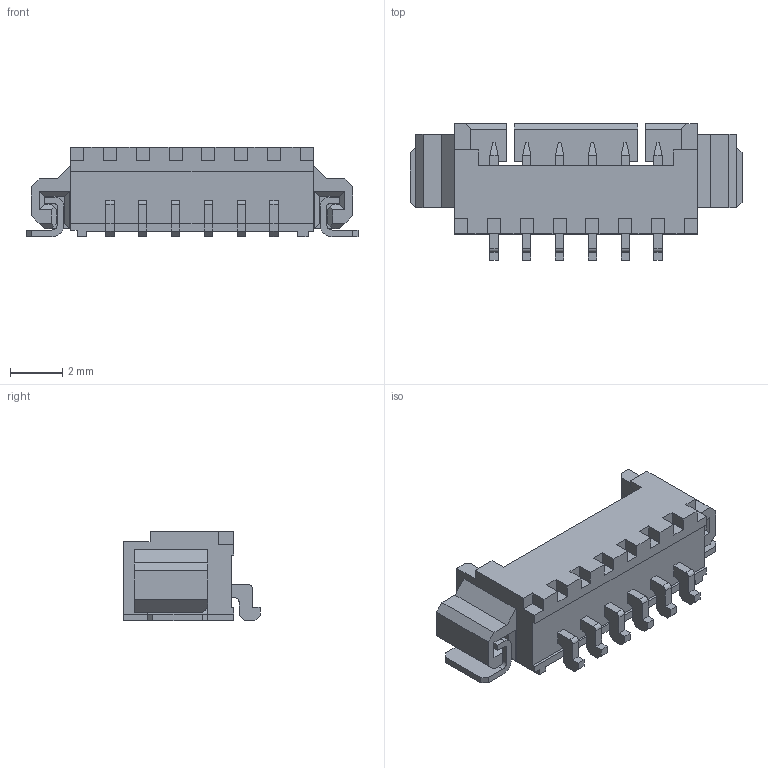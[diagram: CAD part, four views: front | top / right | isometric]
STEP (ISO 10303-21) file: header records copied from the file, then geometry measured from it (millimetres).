
FILE_DESCRIPTION((''),'2;1');
FILE_NAME('532610671','2014-11-12T',('me'),(''),'PRO/ENGINEER BY PARAMETRIC TECHNOLOGY CORPORATION, 2011490','PRO/ENGINEER BY PARAMETRIC TECHNOLOGY CORPORATION, 2011490','');
FILE_SCHEMA(('CONFIG_CONTROL_DESIGN'));
Length unit declared in the file: millimetre
Products named in the file (1): 532610671
Bounding box: 12.65 x 5.2 x 3.4 mm (x, y, z)
Volume: 77.6 mm3; surface area: 317 mm2
Topology: 1 solids, 1 shells, 308 faces, 869 edges, 584 vertices
Faces by surface type: plane 288, cylinder 20
Entity records: 9712 total; most frequent: CARTESIAN_POINT 1716, ORIENTED_EDGE 1660, DIRECTION 1531, EDGE_CURVE 830, VECTOR 825, LINE 825, VERTEX_POINT 538, AXIS2_PLACEMENT_3D 353
